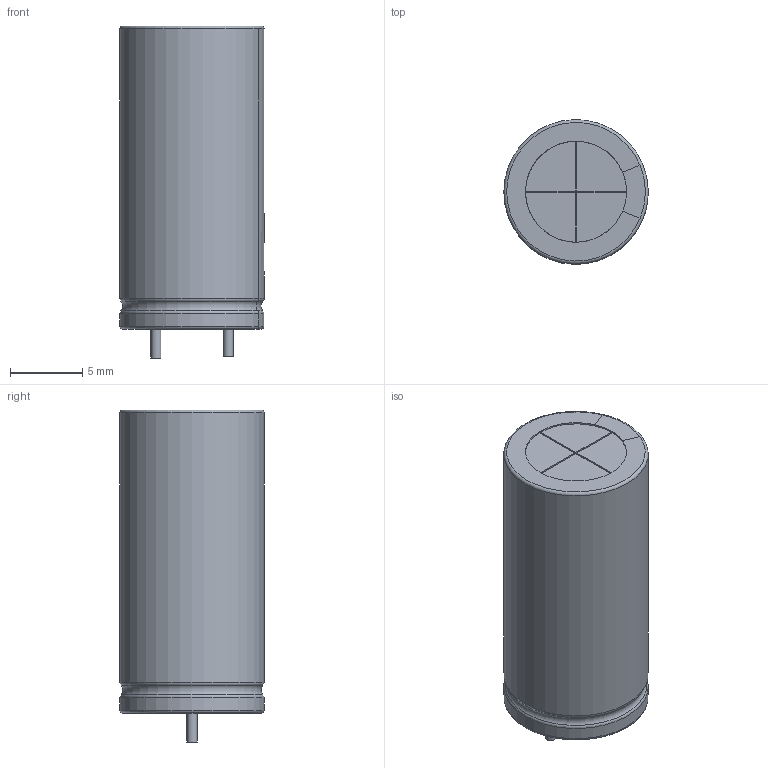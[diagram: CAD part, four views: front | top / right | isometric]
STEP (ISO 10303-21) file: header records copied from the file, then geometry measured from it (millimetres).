
FILE_DESCRIPTION(/* description */ (''),/* implementation_level */ '2;1');
FILE_NAME(/* name */ 'CP_Radial_D10.0mm_H21.00mm_P5.00mm.step',/* time_stamp */ '2022-08-28T22:57:23+03:00',/* author */ (''),/* organization */ (''),/* preprocessor_version */ 'ST-DEVELOPER v19',/* originating_system */ 'Autodesk Translation Framework v11.7.0.108',/* authorisation */ '');
FILE_SCHEMA (('AUTOMOTIVE_DESIGN { 1 0 10303 214 3 1 1 }'));
Length unit declared in the file: millimetre
Products named in the file (1): CP_Radial_D10.0mm_P5.00mm
Bounding box: 10 x 10 x 23 mm (x, y, z)
Volume: 1631.1 mm3; surface area: 911.9 mm2
Topology: 1 solids, 2 shells, 46 faces, 115 edges, 76 vertices
Faces by surface type: plane 23, cylinder 13, torus 5, bspline 5
Full cylindrical faces by diameter (mm): 0.7 x2, 7 x1
Entity records: 1923 total; most frequent: CARTESIAN_POINT 695, DIRECTION 249, ORIENTED_EDGE 230, EDGE_CURVE 115, AXIS2_PLACEMENT_3D 100, VERTEX_POINT 76, CIRCLE 58, LINE 49
